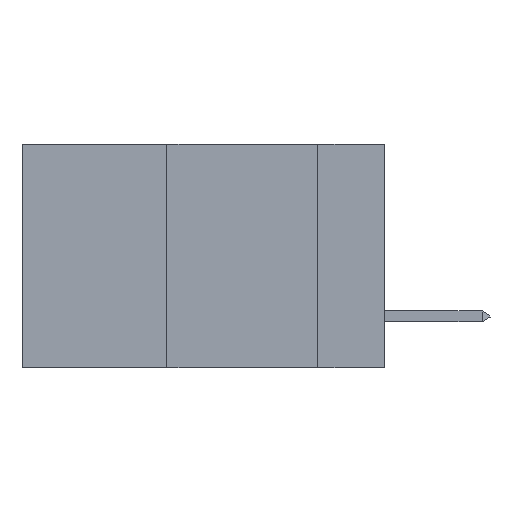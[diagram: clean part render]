
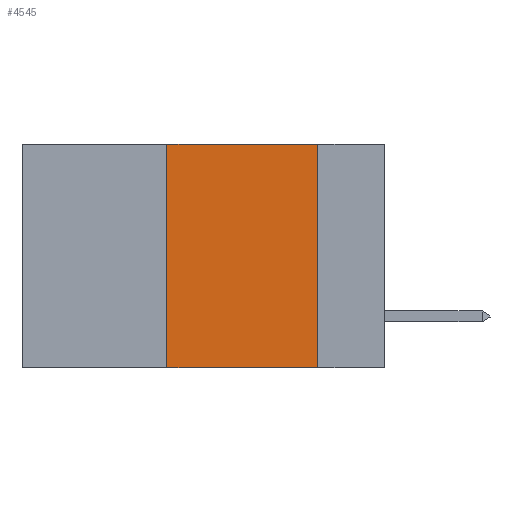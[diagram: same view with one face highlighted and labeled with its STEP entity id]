
A CAD part, left-side view. The second image highlights one B-rep face of the part: STEP entity #4545.
In plain terms, the highlighted planar face has unit normal (-1, 0, 0).
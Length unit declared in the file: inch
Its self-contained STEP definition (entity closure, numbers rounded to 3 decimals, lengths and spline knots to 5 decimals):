
#90 = ORIENTED_EDGE ( 'NONE', *, *, #1284, .F. ) ;
#1284 = EDGE_CURVE ( 'NONE', #12471, #13436, #7763, .T. ) ;
#2074 = CARTESIAN_POINT ( 'NONE',  ( 0., 0.36, 0. ) ) ;
#2287 = LINE ( 'NONE', #14606, #6805 ) ;
#3406 = DIRECTION ( 'NONE',  ( 0., -1., 0. ) ) ;
#3455 = ORIENTED_EDGE ( 'NONE', *, *, #8553, .T. ) ;
#3782 = EDGE_LOOP ( 'NONE', ( #7011, #12163, #90, #3455 ) ) ;
#4209 = DIRECTION ( 'NONE',  ( 0., 0., -1. ) ) ;
#4545 = ADVANCED_FACE ( 'NONE', ( #11344 ), #17182, .F. ) ;
#5642 = CARTESIAN_POINT ( 'NONE',  ( 0., 0.6, -0.37 ) ) ;
#5869 = DIRECTION ( 'NONE',  ( 0., -1., 0. ) ) ;
#6804 = CARTESIAN_POINT ( 'NONE',  ( 0., 0.36, 0. ) ) ;
#6805 = VECTOR ( 'NONE', #3406, 39.37008 ) ;
#7011 = ORIENTED_EDGE ( 'NONE', *, *, #16817, .F. ) ;
#7318 = DIRECTION ( 'NONE',  ( 1., 0., 0. ) ) ;
#7763 = LINE ( 'NONE', #6804, #13781 ) ;
#8553 = EDGE_CURVE ( 'NONE', #12471, #9297, #12362, .T. ) ;
#8867 = CARTESIAN_POINT ( 'NONE',  ( 0., 0.6, 0. ) ) ;
#9297 = VERTEX_POINT ( 'NONE', #13512 ) ;
#9565 = EDGE_CURVE ( 'NONE', #13436, #14878, #2287, .T. ) ;
#10991 = AXIS2_PLACEMENT_3D ( 'NONE', #8867, #7318, #4209 ) ;
#11206 = CARTESIAN_POINT ( 'NONE',  ( 0., 0.36, -0.37 ) ) ;
#11344 = FACE_OUTER_BOUND ( 'NONE', #3782, .T. ) ;
#12163 = ORIENTED_EDGE ( 'NONE', *, *, #9565, .F. ) ;
#12362 = LINE ( 'NONE', #5642, #13081 ) ;
#12396 = CARTESIAN_POINT ( 'NONE',  ( 0., 0.11, 0. ) ) ;
#12471 = VERTEX_POINT ( 'NONE', #11206 ) ;
#13081 = VECTOR ( 'NONE', #5869, 39.37008 ) ;
#13436 = VERTEX_POINT ( 'NONE', #2074 ) ;
#13512 = CARTESIAN_POINT ( 'NONE',  ( 0., 0.11, -0.37 ) ) ;
#13781 = VECTOR ( 'NONE', #19634, 39.37008 ) ;
#14247 = VECTOR ( 'NONE', #14847, 39.37008 ) ;
#14606 = CARTESIAN_POINT ( 'NONE',  ( 0., 0.6, 0. ) ) ;
#14847 = DIRECTION ( 'NONE',  ( 0., 0., -1. ) ) ;
#14878 = VERTEX_POINT ( 'NONE', #12396 ) ;
#16375 = CARTESIAN_POINT ( 'NONE',  ( 0., 0.11, 0. ) ) ;
#16817 = EDGE_CURVE ( 'NONE', #14878, #9297, #18477, .T. ) ;
#17182 = PLANE ( 'NONE',  #10991 ) ;
#18477 = LINE ( 'NONE', #16375, #14247 ) ;
#19634 = DIRECTION ( 'NONE',  ( 0., 0., 1. ) ) ;
